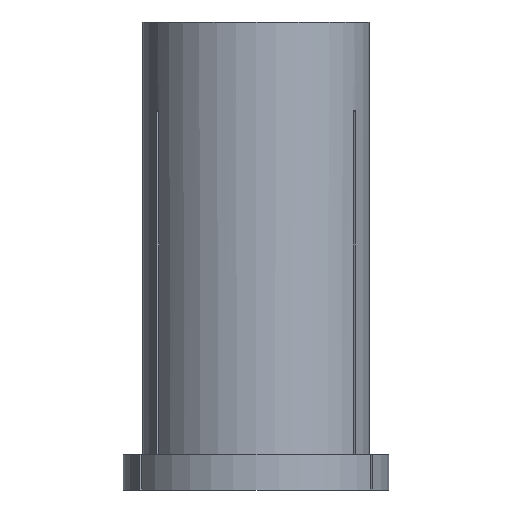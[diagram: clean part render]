
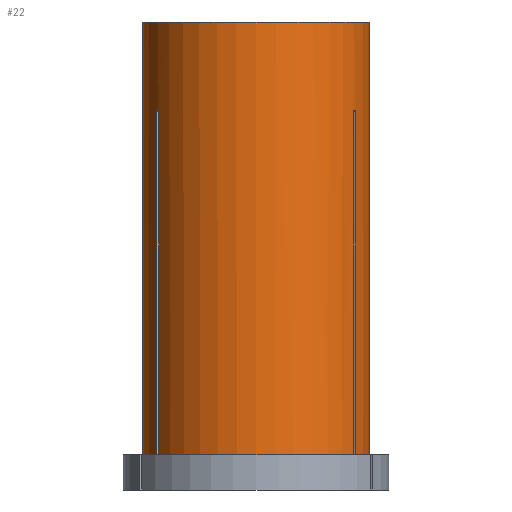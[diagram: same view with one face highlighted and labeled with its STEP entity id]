
A CAD part, front view. The second image highlights one B-rep face of the part: STEP entity #22.
In plain terms, the highlighted cylindrical face has radius 16 mm (diameter 32 mm), a partial arc.
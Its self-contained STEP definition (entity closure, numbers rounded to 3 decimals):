
#11 = EDGE_CURVE ( 'NONE', #872, #42, #1421, .T. ) ;
#22 = ADVANCED_FACE ( 'NONE', ( #431 ), #1055, .T. ) ;
#31 = LINE ( 'NONE', #1105, #319 ) ;
#35 = EDGE_CURVE ( 'NONE', #607, #78, #152, .T. ) ;
#36 = ORIENTED_EDGE ( 'NONE', *, *, #964, .T. ) ;
#42 = VERTEX_POINT ( 'NONE', #584 ) ;
#59 = ORIENTED_EDGE ( 'NONE', *, *, #265, .T. ) ;
#78 = VERTEX_POINT ( 'NONE', #608 ) ;
#123 = DIRECTION ( 'NONE',  ( 0., 0., 1. ) ) ;
#137 = VERTEX_POINT ( 'NONE', #223 ) ;
#152 = B_SPLINE_CURVE_WITH_KNOTS ( 'NONE', 3,
 ( #1200, #590, #1602, #341 ),
 .UNSPECIFIED., .F., .F.,
 ( 4, 4 ),
 ( 0., 0.001 ),
 .UNSPECIFIED. ) ;
#155 = VERTEX_POINT ( 'NONE', #1483 ) ;
#157 = CARTESIAN_POINT ( 'NONE',  ( -14.004, -7.739, -12.502 ) ) ;
#164 = CIRCLE ( 'NONE', #1336, 16. ) ;
#187 = VERTEX_POINT ( 'NONE', #900 ) ;
#215 = CARTESIAN_POINT ( 'NONE',  ( 0., 0., 0. ) ) ;
#223 = CARTESIAN_POINT ( 'NONE',  ( 16., 0., -61. ) ) ;
#265 = EDGE_CURVE ( 'NONE', #734, #187, #848, .T. ) ;
#295 = LINE ( 'NONE', #373, #1557 ) ;
#319 = VECTOR ( 'NONE', #1454, 1000. ) ;
#325 = EDGE_LOOP ( 'NONE', ( #808, #59, #36, #329, #1045, #556, #669, #1278, #467, #510, #739, #416 ) ) ;
#329 = ORIENTED_EDGE ( 'NONE', *, *, #935, .T. ) ;
#341 = CARTESIAN_POINT ( 'NONE',  ( 14.004, -7.739, -12.502 ) ) ;
#354 = CARTESIAN_POINT ( 'NONE',  ( 0., 0., -61. ) ) ;
#373 = CARTESIAN_POINT ( 'NONE',  ( 13.704, -8.258, 0. ) ) ;
#375 = CARTESIAN_POINT ( 'NONE',  ( 0., 0., 0. ) ) ;
#393 = DIRECTION ( 'NONE',  ( 0., 0., 1. ) ) ;
#408 = AXIS2_PLACEMENT_3D ( 'NONE', #354, #1347, #475 ) ;
#416 = ORIENTED_EDGE ( 'NONE', *, *, #516, .F. ) ;
#424 = LINE ( 'NONE', #726, #1085 ) ;
#431 = FACE_OUTER_BOUND ( 'NONE', #325, .T. ) ;
#455 = CARTESIAN_POINT ( 'NONE',  ( -16., 0., -61. ) ) ;
#467 = ORIENTED_EDGE ( 'NONE', *, *, #1594, .F. ) ;
#475 = DIRECTION ( 'NONE',  ( 1., 0., 0. ) ) ;
#503 = LINE ( 'NONE', #1290, #1120 ) ;
#510 = ORIENTED_EDGE ( 'NONE', *, *, #1470, .T. ) ;
#516 = EDGE_CURVE ( 'NONE', #1057, #1030, #870, .T. ) ;
#556 = ORIENTED_EDGE ( 'NONE', *, *, #11, .T. ) ;
#573 = DIRECTION ( 'NONE',  ( 0., 0., 1. ) ) ;
#574 = LINE ( 'NONE', #957, #1164 ) ;
#584 = CARTESIAN_POINT ( 'NONE',  ( 13.704, -8.258, -61. ) ) ;
#590 = CARTESIAN_POINT ( 'NONE',  ( 13.807, -8.087, -12.499 ) ) ;
#607 = VERTEX_POINT ( 'NONE', #1072 ) ;
#608 = CARTESIAN_POINT ( 'NONE',  ( 14.004, -7.739, -12.502 ) ) ;
#623 = DIRECTION ( 'NONE',  ( 0., 0., 1. ) ) ;
#658 = AXIS2_PLACEMENT_3D ( 'NONE', #215, #1473, #1339 ) ;
#669 = ORIENTED_EDGE ( 'NONE', *, *, #1558, .T. ) ;
#674 = VECTOR ( 'NONE', #1497, 1000. ) ;
#726 = CARTESIAN_POINT ( 'NONE',  ( -14.004, -7.739, 0. ) ) ;
#734 = VERTEX_POINT ( 'NONE', #455 ) ;
#739 = ORIENTED_EDGE ( 'NONE', *, *, #781, .T. ) ;
#781 = EDGE_CURVE ( 'NONE', #137, #1030, #31, .T. ) ;
#783 = DIRECTION ( 'NONE',  ( 1., 0., 0. ) ) ;
#808 = ORIENTED_EDGE ( 'NONE', *, *, #1383, .F. ) ;
#817 = B_SPLINE_CURVE_WITH_KNOTS ( 'NONE', 3,
 ( #1195, #1319, #1597, #1567 ),
 .UNSPECIFIED., .F., .F.,
 ( 4, 4 ),
 ( 0., 0.001 ),
 .UNSPECIFIED. ) ;
#818 = CARTESIAN_POINT ( 'NONE',  ( -16., 0., 0. ) ) ;
#848 = CIRCLE ( 'NONE', #1047, 16. ) ;
#851 = CARTESIAN_POINT ( 'NONE',  ( -13.704, -8.258, -61. ) ) ;
#870 = CIRCLE ( 'NONE', #1097, 16. ) ;
#872 = VERTEX_POINT ( 'NONE', #851 ) ;
#895 = EDGE_CURVE ( 'NONE', #872, #1563, #574, .T. ) ;
#900 = CARTESIAN_POINT ( 'NONE',  ( -14.004, -7.739, -61. ) ) ;
#935 = EDGE_CURVE ( 'NONE', #1460, #1563, #817, .T. ) ;
#957 = CARTESIAN_POINT ( 'NONE',  ( -13.704, -8.258, 0. ) ) ;
#964 = EDGE_CURVE ( 'NONE', #187, #1460, #424, .T. ) ;
#1005 = LINE ( 'NONE', #1240, #674 ) ;
#1030 = VERTEX_POINT ( 'NONE', #1464 ) ;
#1045 = ORIENTED_EDGE ( 'NONE', *, *, #895, .F. ) ;
#1047 = AXIS2_PLACEMENT_3D ( 'NONE', #1203, #1106, #1229 ) ;
#1055 = CYLINDRICAL_SURFACE ( 'NONE', #658, 16. ) ;
#1057 = VERTEX_POINT ( 'NONE', #818 ) ;
#1072 = CARTESIAN_POINT ( 'NONE',  ( 13.704, -8.258, -12.502 ) ) ;
#1085 = VECTOR ( 'NONE', #123, 1000. ) ;
#1097 = AXIS2_PLACEMENT_3D ( 'NONE', #375, #1160, #783 ) ;
#1105 = CARTESIAN_POINT ( 'NONE',  ( 16., 0., 0. ) ) ;
#1106 = DIRECTION ( 'NONE',  ( 0., 0., 1. ) ) ;
#1120 = VECTOR ( 'NONE', #1284, 1000. ) ;
#1160 = DIRECTION ( 'NONE',  ( 0., 0., 1. ) ) ;
#1164 = VECTOR ( 'NONE', #573, 1000. ) ;
#1195 = CARTESIAN_POINT ( 'NONE',  ( -14.004, -7.739, -12.502 ) ) ;
#1200 = CARTESIAN_POINT ( 'NONE',  ( 13.704, -8.258, -12.502 ) ) ;
#1203 = CARTESIAN_POINT ( 'NONE',  ( 0., 0., -61. ) ) ;
#1229 = DIRECTION ( 'NONE',  ( 1., 0., 0. ) ) ;
#1240 = CARTESIAN_POINT ( 'NONE',  ( 14.004, -7.739, 0. ) ) ;
#1278 = ORIENTED_EDGE ( 'NONE', *, *, #35, .T. ) ;
#1284 = DIRECTION ( 'NONE',  ( 0., 0., 1. ) ) ;
#1290 = CARTESIAN_POINT ( 'NONE',  ( -16., 0., 0. ) ) ;
#1319 = CARTESIAN_POINT ( 'NONE',  ( -13.907, -7.914, -12.499 ) ) ;
#1336 = AXIS2_PLACEMENT_3D ( 'NONE', #1540, #623, #1626 ) ;
#1339 = DIRECTION ( 'NONE',  ( 1., 0., 0. ) ) ;
#1347 = DIRECTION ( 'NONE',  ( 0., 0., 1. ) ) ;
#1381 = CARTESIAN_POINT ( 'NONE',  ( -13.704, -8.258, -12.502 ) ) ;
#1383 = EDGE_CURVE ( 'NONE', #734, #1057, #503, .T. ) ;
#1421 = CIRCLE ( 'NONE', #408, 16. ) ;
#1454 = DIRECTION ( 'NONE',  ( 0., 0., 1. ) ) ;
#1460 = VERTEX_POINT ( 'NONE', #157 ) ;
#1464 = CARTESIAN_POINT ( 'NONE',  ( 16., 0., 0. ) ) ;
#1470 = EDGE_CURVE ( 'NONE', #155, #137, #164, .T. ) ;
#1473 = DIRECTION ( 'NONE',  ( 0., 0., 1. ) ) ;
#1483 = CARTESIAN_POINT ( 'NONE',  ( 14.004, -7.739, -61. ) ) ;
#1497 = DIRECTION ( 'NONE',  ( 0., 0., 1. ) ) ;
#1540 = CARTESIAN_POINT ( 'NONE',  ( 0., 0., -61. ) ) ;
#1557 = VECTOR ( 'NONE', #393, 1000. ) ;
#1558 = EDGE_CURVE ( 'NONE', #42, #607, #295, .T. ) ;
#1563 = VERTEX_POINT ( 'NONE', #1381 ) ;
#1567 = CARTESIAN_POINT ( 'NONE',  ( -13.704, -8.258, -12.502 ) ) ;
#1594 = EDGE_CURVE ( 'NONE', #155, #78, #1005, .T. ) ;
#1597 = CARTESIAN_POINT ( 'NONE',  ( -13.807, -8.087, -12.499 ) ) ;
#1602 = CARTESIAN_POINT ( 'NONE',  ( 13.907, -7.914, -12.499 ) ) ;
#1626 = DIRECTION ( 'NONE',  ( 1., 0., 0. ) ) ;
